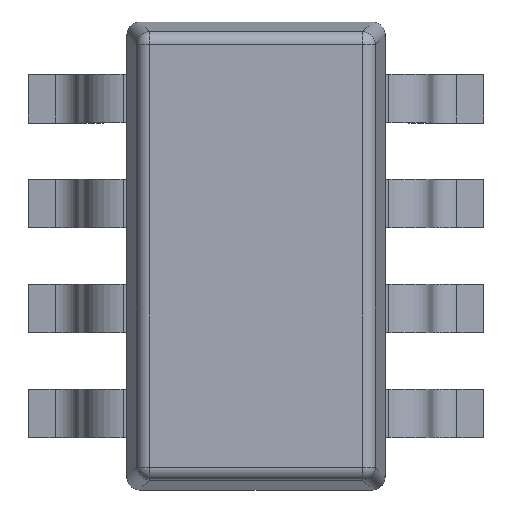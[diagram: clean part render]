
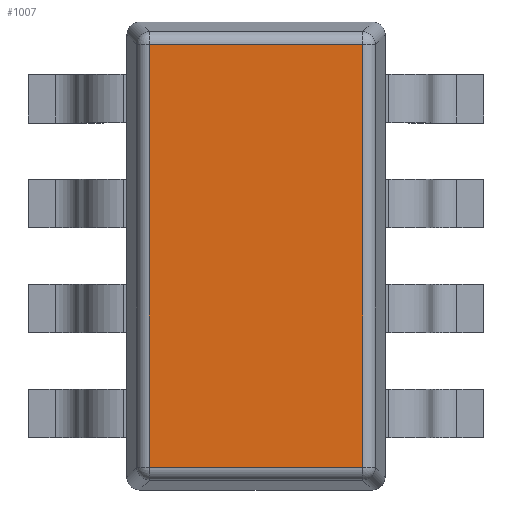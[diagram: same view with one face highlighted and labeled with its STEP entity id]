
A CAD part, top view. The second image highlights one B-rep face of the part: STEP entity #1007.
In plain terms, the highlighted face is planar.
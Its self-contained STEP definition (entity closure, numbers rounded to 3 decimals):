
#29=DIRECTION('',(0.,0.,-1.));
#30=VECTOR('',#29,1.321);
#31=CARTESIAN_POINT('',(1.311,0.41,0.661));
#32=LINE('',#31,#30);
#37=DIRECTION('',(1.,0.,0.));
#38=VECTOR('',#37,2.621);
#39=CARTESIAN_POINT('',(-1.311,0.41,0.661));
#40=LINE('',#39,#38);
#44=DIRECTION('',(0.,0.,1.));
#45=VECTOR('',#44,1.321);
#46=CARTESIAN_POINT('',(-1.311,0.41,-0.661));
#47=LINE('',#46,#45);
#51=DIRECTION('',(-1.,0.,0.));
#52=VECTOR('',#51,2.621);
#53=CARTESIAN_POINT('',(1.311,0.41,-0.661));
#54=LINE('',#53,#52);
#906=CARTESIAN_POINT('',(1.311,0.41,0.661));
#907=CARTESIAN_POINT('',(1.311,0.41,-0.661));
#908=VERTEX_POINT('',#906);
#909=VERTEX_POINT('',#907);
#954=CARTESIAN_POINT('',(-1.311,0.41,0.661));
#955=VERTEX_POINT('',#954);
#956=CARTESIAN_POINT('',(-1.311,0.41,-0.661));
#957=VERTEX_POINT('',#956);
#992=CARTESIAN_POINT('',(0.,0.41,0.));
#993=DIRECTION('',(0.,1.,0.));
#994=DIRECTION('',(1.,0.,0.));
#995=AXIS2_PLACEMENT_3D('',#992,#993,#994);
#996=PLANE('',#995);
#998=ORIENTED_EDGE('',*,*,#997,.F.);
#1000=ORIENTED_EDGE('',*,*,#999,.F.);
#1002=ORIENTED_EDGE('',*,*,#1001,.F.);
#1004=ORIENTED_EDGE('',*,*,#1003,.F.);
#1005=EDGE_LOOP('',(#998,#1000,#1002,#1004));
#1006=FACE_OUTER_BOUND('',#1005,.F.);
#1007=ADVANCED_FACE('',(#1006),#996,.T.);
#997=EDGE_CURVE('',#908,#909,#32,.T.);
#999=EDGE_CURVE('',#955,#908,#40,.T.);
#1001=EDGE_CURVE('',#957,#955,#47,.T.);
#1003=EDGE_CURVE('',#909,#957,#54,.T.);
